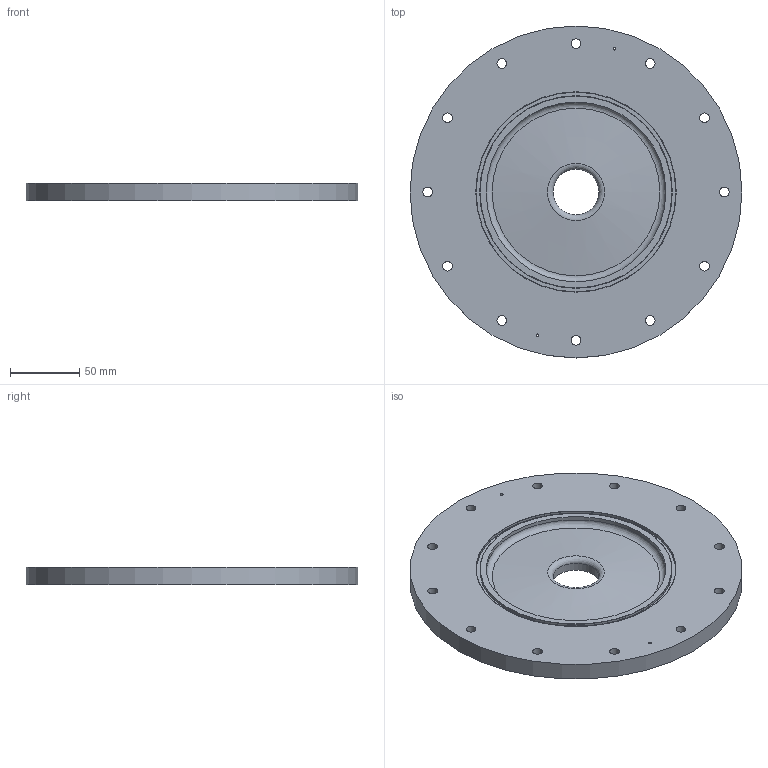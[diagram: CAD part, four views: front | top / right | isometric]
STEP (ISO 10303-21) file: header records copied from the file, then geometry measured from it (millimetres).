
FILE_DESCRIPTION(/* description */ (''),/* implementation_level */ '2;1');
FILE_NAME(/* name */ 'Headplate.stp',/* time_stamp */ '2022-04-07T14:33:33-05:00',/* author */ (''),/* organization */ (''),/* preprocessor_version */ 'ST-DEVELOPER v16.7',/* originating_system */ 'SIEMENS PLM Software NX 1934',/* authorisation */ '');
FILE_SCHEMA (('AUTOMOTIVE_DESIGN { 1 0 10303 214 3 1 1 1 }'));
Length unit declared in the file: millimetre
Products named in the file (1): Headplate7.0
Bounding box: 240 x 240 x 13 mm (x, y, z)
Volume: 482753.3 mm3; surface area: 106222.9 mm2
Topology: 1 solids, 1 shells, 34 faces, 79 edges, 50 vertices
Faces by surface type: cylinder 20, torus 7, plane 5, cone 2
Full cylindrical faces by diameter (mm): 2 x2, 7 x12, 33.04 x1, 38.54 x1, 130 x1, 139.022 x1, 144.61 x1, 240 x1
Entity records: 908 total; most frequent: DIRECTION 166, CARTESIAN_POINT 131, FACE_BOUND 96, EDGE_LOOP 96, ORIENTED_EDGE 96, AXIS2_PLACEMENT_3D 83, VERTEX_POINT 48, EDGE_CURVE 48
